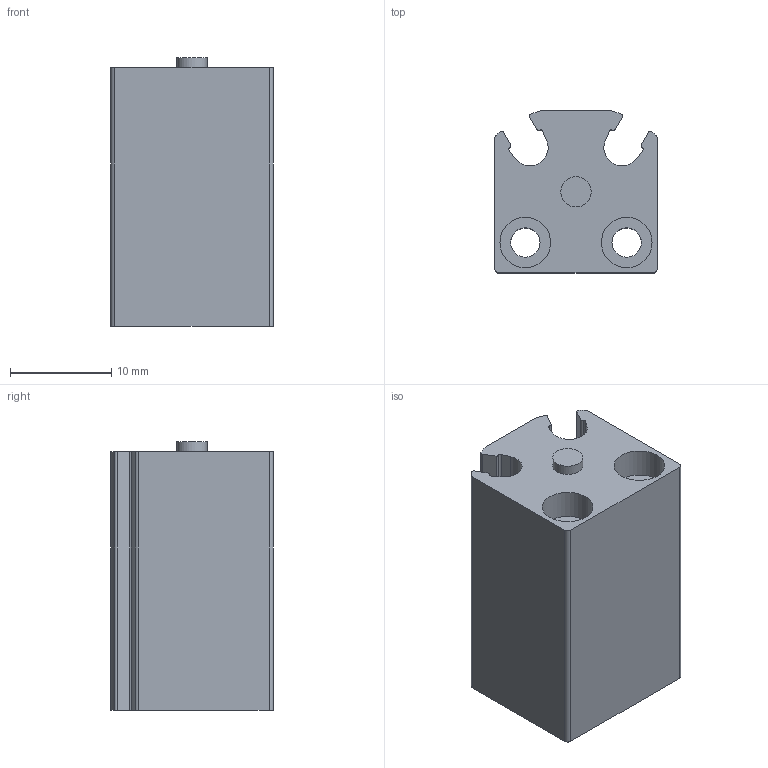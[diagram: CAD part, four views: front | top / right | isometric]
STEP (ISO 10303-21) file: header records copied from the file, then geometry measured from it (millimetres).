
FILE_DESCRIPTION(/* description */ ('STEP AP214'),/* implementation_level */ '2;1');
FILE_NAME(/* name */ '188056_AEVC-6-5-P-A',/* time_stamp */ '2024-08-02T19:55:34+02:00',/* author */ ('License CC BY-ND 4.0'),/* organization */ ('CADENAS'),/* preprocessor_version */ 'ST-DEVELOPER v19.3',/* originating_system */ 'PARTsolutions',/* authorisation */ ' ');
FILE_SCHEMA (('AUTOMOTIVE_DESIGN {1 0 10303 214 3 1 1}'));
Length unit declared in the file: millimetre
Products named in the file (3): 188056 AEVC-6-5-P-A---(asm_0); 188056 AEVC-6-5-P-A---(ZR); 188056 AEVC-6-5-P-A---(KS)
Assembly tree (2 placements, depth 2):
  188056 AEVC-6-5-P-A---(asm_0)
    188056 AEVC-6-5-P-A---(ZR)
    188056 AEVC-6-5-P-A---(KS)
Bounding box: 16 x 16 x 26.5 mm (x, y, z)
Volume: 5005.7 mm3; surface area: 3273.8 mm2
Topology: 2 solids, 2 shells, 56 faces, 134 edges, 89 vertices
Faces by surface type: cylinder 32, plane 23, cone 1
Full cylindrical faces by diameter (mm): 1 x1, 2.459 x1, 2.9 x2, 3 x2, 5 x2, 6 x2
Entity records: 1683 total; most frequent: DIRECTION 306, CARTESIAN_POINT 271, ORIENTED_EDGE 246, AXIS2_PLACEMENT_3D 124, EDGE_CURVE 123, VERTEX_POINT 89, EDGE_LOOP 78, FACE_BOUND 78
